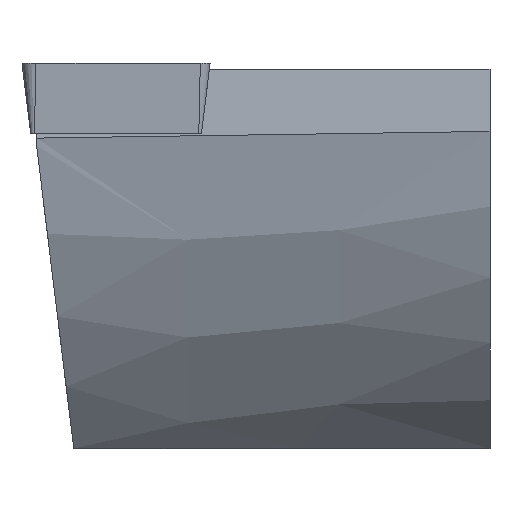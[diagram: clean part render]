
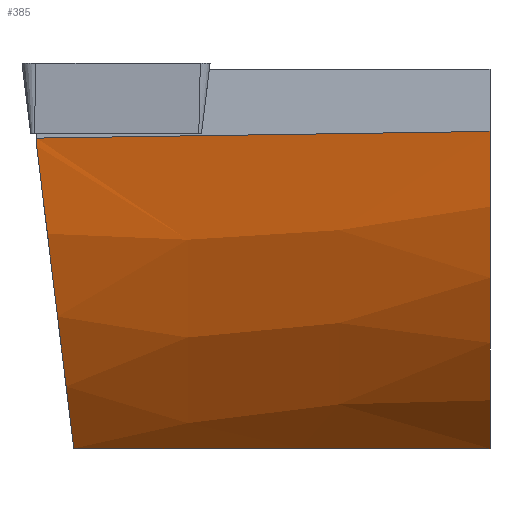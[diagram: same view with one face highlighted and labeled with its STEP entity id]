
A CAD part, front view. The second image highlights one B-rep face of the part: STEP entity #385.
In plain terms, the highlighted conical face has half-angle 10 degrees and reference radius 19 mm.
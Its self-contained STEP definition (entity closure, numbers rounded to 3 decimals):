
#89=B_SPLINE_CURVE_WITH_KNOTS('',3,(#1160,#1161,#1162,#1163),
 .UNSPECIFIED.,.F.,.F.,(4,4),(0.,1.),.UNSPECIFIED.);
#90=B_SPLINE_CURVE_WITH_KNOTS('',3,(#1173,#1174,#1175,#1176),
 .UNSPECIFIED.,.F.,.F.,(4,4),(0.,1.),.UNSPECIFIED.);
#96=ELLIPSE('',#908,19.136,18.989);
#385=ADVANCED_FACE('',(#419),#392,.T.);
#392=CONICAL_SURFACE('',#913,19.,10.);
#419=FACE_OUTER_BOUND('',#454,.T.);
#454=EDGE_LOOP('',(#704,#705,#706,#707,#708));
#704=ORIENTED_EDGE('',*,*,#808,.T.);
#705=ORIENTED_EDGE('',*,*,#799,.T.);
#706=ORIENTED_EDGE('',*,*,#842,.T.);
#707=ORIENTED_EDGE('',*,*,#813,.T.);
#708=ORIENTED_EDGE('',*,*,#826,.F.);
#738=VERTEX_POINT('',#1143);
#739=VERTEX_POINT('',#1144);
#745=VERTEX_POINT('',#1164);
#749=VERTEX_POINT('',#1177);
#750=VERTEX_POINT('',#1178);
#799=EDGE_CURVE('',#738,#739,#856,.T.);
#808=EDGE_CURVE('',#745,#738,#89,.T.);
#813=EDGE_CURVE('',#749,#750,#90,.T.);
#826=EDGE_CURVE('',#745,#750,#859,.T.);
#842=EDGE_CURVE('',#739,#749,#96,.T.);
#856=CIRCLE('',#887,18.913);
#859=CIRCLE('',#895,16.214);
#887=AXIS2_PLACEMENT_3D('',#1142,#981,#982);
#895=AXIS2_PLACEMENT_3D('',#1204,#1018,#1019);
#908=AXIS2_PLACEMENT_3D('',#1245,#1052,#1053);
#913=AXIS2_PLACEMENT_3D('',#1254,#1065,#1066);
#981=DIRECTION('',(1.,0.,0.));
#982=DIRECTION('',(0.,-1.,0.));
#1018=DIRECTION('',(1.,0.,0.));
#1019=DIRECTION('',(0.,0.,-1.));
#1052=DIRECTION('',(0.993,0.,0.122));
#1053=DIRECTION('',(-0.122,0.,0.993));
#1065=DIRECTION('',(-1.,0.,0.));
#1066=DIRECTION('',(0.,0.,-1.));
#1142=CARTESIAN_POINT('',(0.492,19.177,0.5));
#1143=CARTESIAN_POINT('',(0.492,0.507,-2.52));
#1144=CARTESIAN_POINT('',(0.492,0.55,-2.778));
#1160=CARTESIAN_POINT('',(15.8,3.206,-2.295));
#1161=CARTESIAN_POINT('',(10.697,2.306,-2.373));
#1162=CARTESIAN_POINT('',(5.595,1.406,-2.448));
#1163=CARTESIAN_POINT('',(0.492,0.507,-2.52));
#1164=CARTESIAN_POINT('',(15.8,3.206,-2.295));
#1173=CARTESIAN_POINT('',(1.747,6.249,-13.));
#1174=CARTESIAN_POINT('',(6.462,7.451,-13.));
#1175=CARTESIAN_POINT('',(11.158,8.719,-13.));
#1176=CARTESIAN_POINT('',(15.8,10.197,-13.));
#1177=CARTESIAN_POINT('',(1.747,6.249,-13.));
#1178=CARTESIAN_POINT('',(15.8,10.197,-13.));
#1204=CARTESIAN_POINT('',(15.8,19.177,0.5));
#1245=CARTESIAN_POINT('',(0.039,19.177,0.911));
#1254=CARTESIAN_POINT('',(0.,19.177,0.5));
